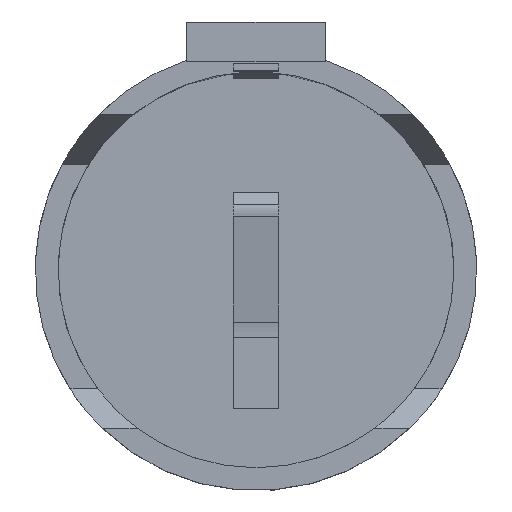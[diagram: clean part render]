
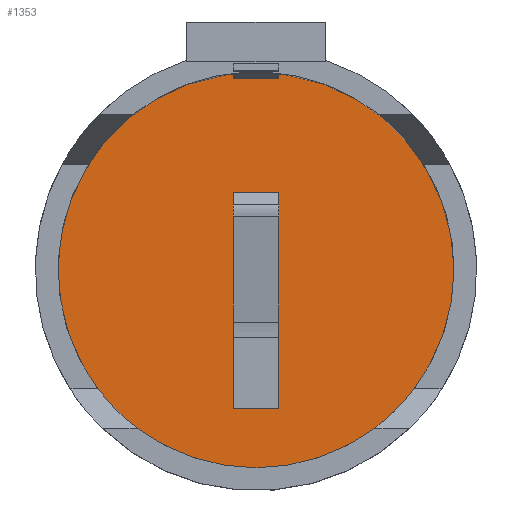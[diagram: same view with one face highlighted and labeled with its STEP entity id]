
A CAD part, top view. The second image highlights one B-rep face of the part: STEP entity #1353.
In plain terms, the highlighted planar face has unit normal (0, 0, 1).
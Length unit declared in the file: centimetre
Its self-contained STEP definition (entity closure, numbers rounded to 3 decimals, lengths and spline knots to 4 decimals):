
#150=CIRCLE('',#1441,1.);
#258=VERTEX_POINT('',#2046);
#725=EDGE_CURVE('',#258,#258,#150,.T.);
#1033=ORIENTED_EDGE('',*,*,#725,.T.);
#1206=EDGE_LOOP('',(#1033));
#1281=FACE_BOUND('',#1206,.T.);
#1353=ADVANCED_FACE('',(#1281),#2184,.F.);
#1440=AXIS2_PLACEMENT_3D('',#2044,#1679,$);
#1441=AXIS2_PLACEMENT_3D('',#2045,#1680,#1681);
#1679=DIRECTION('',(0.,0.,-1.));
#1680=DIRECTION('',(0.,0.,1.));
#1681=DIRECTION('',(1.,0.,0.));
#2044=CARTESIAN_POINT('',(0.,0.,0.3));
#2045=CARTESIAN_POINT('',(0.,0.,0.3));
#2046=CARTESIAN_POINT('',(1.,0.,0.3));
#2184=PLANE('',#1440);
